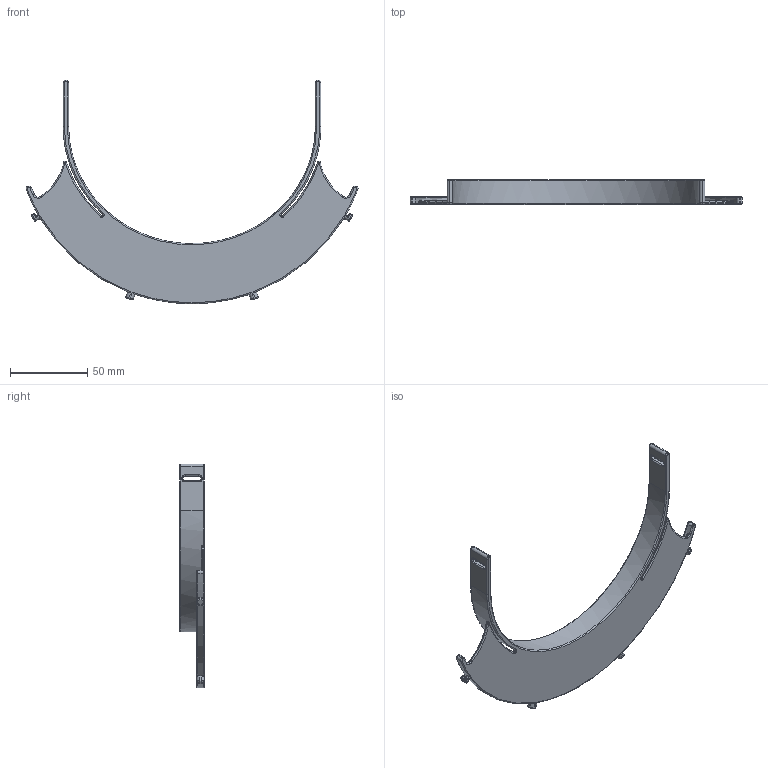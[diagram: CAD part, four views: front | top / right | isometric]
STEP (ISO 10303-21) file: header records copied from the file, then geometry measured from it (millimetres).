
FILE_DESCRIPTION (( 'STEP AP214' ), '1' );
FILE_NAME ('FaceShiels_V3_3dprint.STEP', '2020-03-30T16:48:11', ( '' ), ( '' ), 'SwSTEP 2.0', 'SolidWorks 2017', '' );
FILE_SCHEMA (( 'AUTOMOTIVE_DESIGN' ));
Length unit declared in the file: millimetre
Products named in the file (1): FaceShiels_V3_3dprint
Bounding box: 215.11 x 16 x 145 mm (x, y, z)
Volume: 34438.4 mm3; surface area: 29592.3 mm2
Topology: 1 solids, 1 shells, 257 faces, 615 edges, 354 vertices
Faces by surface type: cylinder 104, torus 97, plane 30, bspline 22, sphere 4
Entity records: 9668 total; most frequent: CARTESIAN_POINT 3652, DIRECTION 1386, ORIENTED_EDGE 1218, EDGE_CURVE 609, AXIS2_PLACEMENT_3D 601, CIRCLE 365, VERTEX_POINT 354, EDGE_LOOP 261
